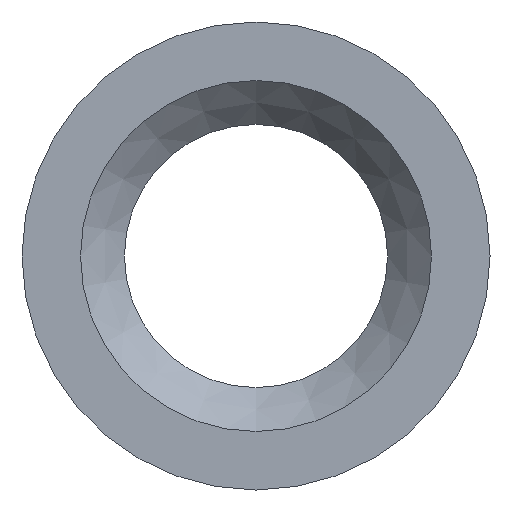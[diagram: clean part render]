
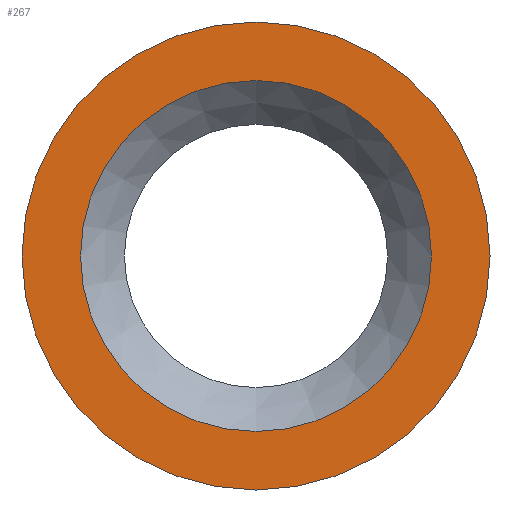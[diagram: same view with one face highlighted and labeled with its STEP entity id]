
A CAD part, left-side view. The second image highlights one B-rep face of the part: STEP entity #267.
In plain terms, the highlighted planar face has unit normal (-1, 0, 0).
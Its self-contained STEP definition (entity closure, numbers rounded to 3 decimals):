
#84=CARTESIAN_POINT('',(0.0,0.,8.0));
#85=VERTEX_POINT('',#84);
#86=CARTESIAN_POINT('',(0.0,0.0,0.0));
#87=DIRECTION('',(-1.0,0.0,0.0));
#88=DIRECTION('',(0.0,0.0,-1.0));
#89=AXIS2_PLACEMENT_3D('',#86,#87,#88);
#90=CIRCLE('',#89,8.0);
#91=EDGE_CURVE('',#85,#85,#90,.T.);
#141=CARTESIAN_POINT('',(0.0,0.,6.));
#142=VERTEX_POINT('',#141);
#143=CARTESIAN_POINT('',(0.0,0.0,0.0));
#144=DIRECTION('',(1.0,0.0,0.0));
#145=DIRECTION('',(0.0,0.0,-1.0));
#146=AXIS2_PLACEMENT_3D('',#143,#144,#145);
#147=CIRCLE('',#146,6.);
#148=EDGE_CURVE('',#142,#142,#147,.T.);
#256=CARTESIAN_POINT('',(0.0,0.0,0.0));
#257=DIRECTION('',(-1.0,0.0,0.0));
#258=DIRECTION('',(0.0,0.0,1.0));
#259=AXIS2_PLACEMENT_3D('',#256,#257,#258);
#260=PLANE('',#259);
#261=ORIENTED_EDGE('',*,*,#91,.T.);
#262=EDGE_LOOP('',(#261));
#263=FACE_OUTER_BOUND('',#262,.T.);
#264=ORIENTED_EDGE('',*,*,#148,.T.);
#265=EDGE_LOOP('',(#264));
#266=FACE_BOUND('',#265,.T.);
#267=ADVANCED_FACE('',(#263,#266),#260,.T.);
